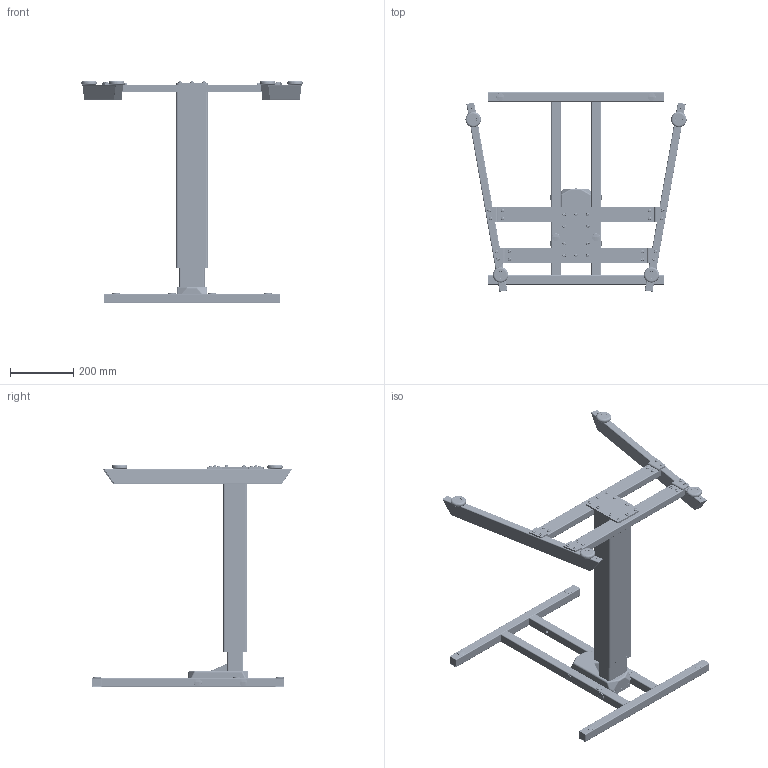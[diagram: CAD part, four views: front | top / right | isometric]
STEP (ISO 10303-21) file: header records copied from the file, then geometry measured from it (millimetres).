
FILE_DESCRIPTION((''),'2;1');
FILE_NAME('JC35TA_ASM_ASM','2018-01-26T',('Administrator'),(''),'PRO/ENGINEER BY PARAMETRIC TECHNOLOGY CORPORATION, 2014000','PRO/ENGINEER BY PARAMETRIC TECHNOLOGY CORPORATION, 2014000','');
FILE_SCHEMA(('CONFIG_CONTROL_DESIGN'));
Products named in the file (41): PRT0065_1_1; PRT0066_1_1; PRT0080_1_1; PRT0081_1_1; PRT0082_1_1; PRT0083_1_1; PRT0084_1_1; PRT0085_1_1; PRT0086_1_1; ASM0059_ASM; ASM0058_ASM; PRT0097_1_1; PRT0098_1_1; ASM0037_ASM_1_ASM; PRT0102_1_1; PRT0103_1_1; ASM0039_ASM_1_ASM; ASM0038_ASM_1_ASM; ASM0057_ASM; PRT0105_1_1; ASM0030_ASM_1_1; PRT0109_1_1; PRT0110_1_1; PRT0111_1_1; PRT0112_1_1; PRT0113_1_1; PRT0114_1_1; PRT0115_1_1; PRT0116_1_1; ASM0041_ASM_1_ASM; PRT0117_1_1; ASM0040_ASM_1_ASM; PRT0119_1_1; PRT0120_1_1; ASM0033_ASM_1_1; M6X16_7_1_1; ASM0056_ASM; ASM0055_ASM; ASM0054_ASM; JC35TA_ASM_1_ASM ...
Assembly tree (84 placements, depth 9):
  JC35TA_ASM_ASM
    JC35TA_ASM_1_ASM
      ASM0054_ASM
        ASM0055_ASM
          ASM0056_ASM
            ASM0057_ASM
              PRT0065_1_1
              ASM0058_ASM
                PRT0066_1_1
                ASM0059_ASM
                  PRT0080_1_1
                  PRT0081_1_1
                  PRT0082_1_1
                  PRT0083_1_1
                  PRT0084_1_1
                  PRT0085_1_1
                  PRT0086_1_1
              ASM0037_ASM_1_ASM
                PRT0097_1_1
                PRT0098_1_1
              ASM0038_ASM_1_ASM
                ASM0039_ASM_1_ASM
                  PRT0102_1_1
                  PRT0103_1_1
            PRT0105_1_1
            ASM0030_ASM_1_1
            ASM0040_ASM_1_ASM
              PRT0109_1_1
              PRT0110_1_1
              PRT0111_1_1
              PRT0112_1_1
              PRT0113_1_1
              ASM0041_ASM_1_ASM  x2
                PRT0114_1_1
                PRT0115_1_1
                PRT0116_1_1
              PRT0117_1_1  x26
            PRT0119_1_1  x4
            PRT0120_1_1  x10
            ASM0033_ASM_1_1
            M6X16_7_1_1  x3
      PRT0113_1_1
      PRT0112_1_1
Bounding box: 701.14 x 633.54 x 705 mm (x, y, z)
Volume: 2928925.8 mm3; surface area: 2386774 mm2
Topology: 74 solids, 95 shells, 6236 faces, 16191 edges, 10717 vertices
Faces by surface type: cylinder 2528, plane 1868, bspline 1226, cone 322, torus 182, sphere 110
Entity records: 70157 total; most frequent: CARTESIAN_POINT 26425, ORIENTED_EDGE 9008, DIRECTION 8897, EDGE_CURVE 4542, AXIS2_PLACEMENT_3D 3261, VERTEX_POINT 3023, VECTOR 2375, LINE 2375
